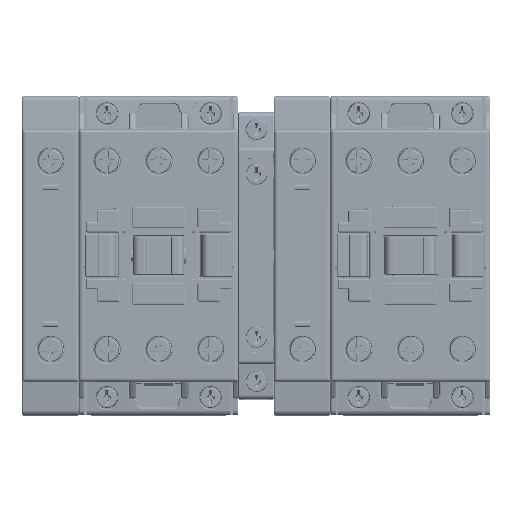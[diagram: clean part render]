
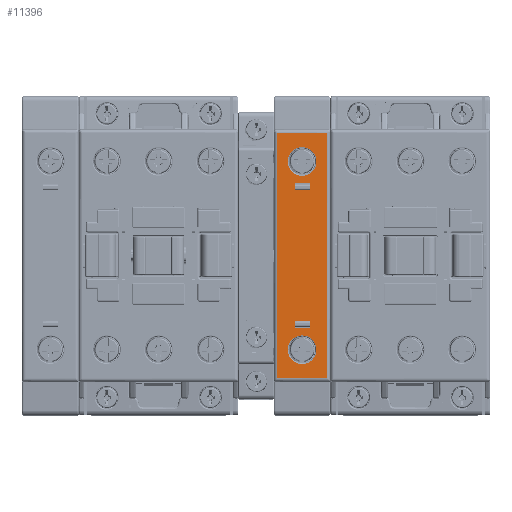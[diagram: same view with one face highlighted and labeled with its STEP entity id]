
A CAD part, top view. The second image highlights one B-rep face of the part: STEP entity #11396.
In plain terms, the highlighted planar face has unit normal (0, 0, 1).
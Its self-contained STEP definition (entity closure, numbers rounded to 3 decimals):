
#1666=FACE_BOUND('',#24187,.T.);
#1667=FACE_BOUND('',#24188,.T.);
#1668=FACE_BOUND('',#24189,.T.);
#1669=FACE_BOUND('',#24190,.T.);
#1670=FACE_BOUND('',#24191,.T.);
#5065=PLANE('',#153965);
#11396=ADVANCED_FACE('',(#1666,#1667,#1668,#1669,#1670),#5065,.T.);
#24187=EDGE_LOOP('',(#90557,#90558,#90559,#90560));
#24188=EDGE_LOOP('',(#90561));
#24189=EDGE_LOOP('',(#90562));
#24190=EDGE_LOOP('',(#90563,#90564,#90565,#90566));
#24191=EDGE_LOOP('',(#90567,#90568,#90569,#90570));
#40577=LINE('',#250167,#57972);
#40589=LINE('',#250198,#57984);
#40600=LINE('',#250240,#57995);
#40613=LINE('',#250413,#58008);
#40624=LINE('',#250435,#58019);
#40645=LINE('',#250558,#58040);
#40649=LINE('',#250566,#58044);
#40651=LINE('',#250570,#58046);
#40663=LINE('',#250597,#58058);
#40710=LINE('',#250689,#58105);
#40711=LINE('',#250691,#58106);
#40712=LINE('',#250696,#58107);
#57972=VECTOR('',#189401,1.);
#57984=VECTOR('',#189421,1.);
#57995=VECTOR('',#189444,1.);
#58008=VECTOR('',#189477,1.);
#58019=VECTOR('',#189496,1.);
#58040=VECTOR('',#189539,1.);
#58044=VECTOR('',#189545,1.);
#58046=VECTOR('',#189549,1.);
#58058=VECTOR('',#189577,1.);
#58105=VECTOR('',#189638,1.);
#58106=VECTOR('',#189641,1.);
#58107=VECTOR('',#189646,1.);
#90557=ORIENTED_EDGE('',*,*,#135666,.F.);
#90558=ORIENTED_EDGE('',*,*,#135639,.F.);
#90559=ORIENTED_EDGE('',*,*,#135776,.F.);
#90560=ORIENTED_EDGE('',*,*,#135677,.F.);
#90561=ORIENTED_EDGE('',*,*,#135777,.F.);
#90562=ORIENTED_EDGE('',*,*,#135778,.F.);
#90563=ORIENTED_EDGE('',*,*,#135708,.T.);
#90564=ORIENTED_EDGE('',*,*,#135608,.T.);
#90565=ORIENTED_EDGE('',*,*,#135712,.T.);
#90566=ORIENTED_EDGE('',*,*,#135728,.T.);
#90567=ORIENTED_EDGE('',*,*,#135775,.T.);
#90568=ORIENTED_EDGE('',*,*,#135779,.T.);
#90569=ORIENTED_EDGE('',*,*,#135714,.T.);
#90570=ORIENTED_EDGE('',*,*,#135623,.T.);
#112078=VERTEX_POINT('',#250166);
#112079=VERTEX_POINT('',#250168);
#112093=VERTEX_POINT('',#250197);
#112094=VERTEX_POINT('',#250199);
#112107=VERTEX_POINT('',#250239);
#112108=VERTEX_POINT('',#250241);
#112125=VERTEX_POINT('',#250332);
#112126=VERTEX_POINT('',#250375);
#112161=VERTEX_POINT('',#250559);
#112163=VERTEX_POINT('',#250565);
#112165=VERTEX_POINT('',#250571);
#112209=VERTEX_POINT('',#250688);
#112210=VERTEX_POINT('',#250693);
#112211=VERTEX_POINT('',#250695);
#135608=EDGE_CURVE('',#112079,#112078,#40577,.T.);
#135623=EDGE_CURVE('',#112094,#112093,#40589,.T.);
#135639=EDGE_CURVE('',#112107,#112108,#40600,.T.);
#135666=EDGE_CURVE('',#112108,#112126,#40613,.T.);
#135677=EDGE_CURVE('',#112126,#112125,#40624,.T.);
#135708=EDGE_CURVE('',#112161,#112079,#40645,.T.);
#135712=EDGE_CURVE('',#112078,#112163,#40649,.T.);
#135714=EDGE_CURVE('',#112165,#112094,#40651,.T.);
#135728=EDGE_CURVE('',#112163,#112161,#40663,.T.);
#135775=EDGE_CURVE('',#112093,#112209,#40710,.T.);
#135776=EDGE_CURVE('',#112125,#112107,#40711,.T.);
#135777=EDGE_CURVE('',#112210,#112210,#143583,.T.);
#135778=EDGE_CURVE('',#112211,#112211,#143584,.T.);
#135779=EDGE_CURVE('',#112209,#112165,#40712,.T.);
#143583=CIRCLE('',#153963,4.05);
#143584=CIRCLE('',#153964,4.05);
#153963=AXIS2_PLACEMENT_3D('',#250692,#189642,#189643);
#153964=AXIS2_PLACEMENT_3D('',#250694,#189644,#189645);
#153965=AXIS2_PLACEMENT_3D('',#250697,#189647,#189648);
#189401=DIRECTION('',(-1.,0.,0.));
#189421=DIRECTION('',(1.,0.,0.));
#189444=DIRECTION('',(-1.,0.,0.));
#189477=DIRECTION('',(0.,1.,0.));
#189496=DIRECTION('',(1.,0.,0.));
#189539=DIRECTION('',(0.,-1.,0.));
#189545=DIRECTION('',(0.,1.,0.));
#189549=DIRECTION('',(0.,1.,0.));
#189577=DIRECTION('',(1.,0.,0.));
#189638=DIRECTION('',(0.,-1.,0.));
#189641=DIRECTION('',(0.,-1.,0.));
#189642=DIRECTION('',(0.,0.,1.));
#189643=DIRECTION('',(0.,1.,0.));
#189644=DIRECTION('',(0.,0.,1.));
#189645=DIRECTION('',(0.,1.,0.));
#189646=DIRECTION('',(-1.,0.,0.));
#189647=DIRECTION('',(0.,0.,1.));
#189648=DIRECTION('',(0.,-1.,0.));
#250166=CARTESIAN_POINT('',(38.8,18.488,84.5));
#250167=CARTESIAN_POINT('',(40.9,18.488,84.5));
#250168=CARTESIAN_POINT('',(43.,18.488,84.5));
#250197=CARTESIAN_POINT('',(43.,-18.488,84.5));
#250198=CARTESIAN_POINT('',(40.9,-18.488,84.5));
#250199=CARTESIAN_POINT('',(38.8,-18.488,84.5));
#250239=CARTESIAN_POINT('',(47.9,-34.6,84.5));
#250240=CARTESIAN_POINT('',(44.9,-34.6,84.5));
#250241=CARTESIAN_POINT('',(33.9,-34.6,84.5));
#250332=CARTESIAN_POINT('',(47.9,34.6,84.5));
#250375=CARTESIAN_POINT('',(33.9,34.6,84.5));
#250413=CARTESIAN_POINT('',(33.9,-17.8,84.5));
#250435=CARTESIAN_POINT('',(36.9,34.6,84.5));
#250558=CARTESIAN_POINT('',(43.,10.27,84.5));
#250559=CARTESIAN_POINT('',(43.,20.54,84.5));
#250565=CARTESIAN_POINT('',(38.8,20.54,84.5));
#250566=CARTESIAN_POINT('',(38.8,9.325,84.5));
#250570=CARTESIAN_POINT('',(38.8,-9.325,84.5));
#250571=CARTESIAN_POINT('',(38.8,-20.54,84.5));
#250597=CARTESIAN_POINT('',(39.85,20.54,84.5));
#250688=CARTESIAN_POINT('',(43.,-20.54,84.5));
#250689=CARTESIAN_POINT('',(43.,-10.27,84.5));
#250691=CARTESIAN_POINT('',(47.9,17.8,84.5));
#250692=CARTESIAN_POINT('',(40.9,-26.55,84.5));
#250693=CARTESIAN_POINT('',(40.9,-30.6,84.5));
#250694=CARTESIAN_POINT('',(40.9,26.55,84.5));
#250695=CARTESIAN_POINT('',(40.9,22.5,84.5));
#250696=CARTESIAN_POINT('',(39.85,-20.54,84.5));
#250697=CARTESIAN_POINT('',(40.9,0.,84.5));
